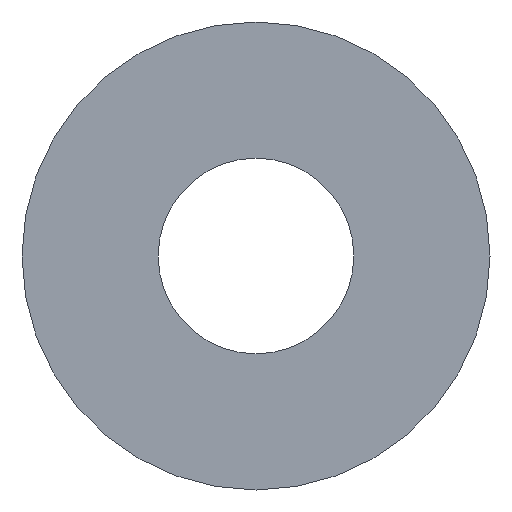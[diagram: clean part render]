
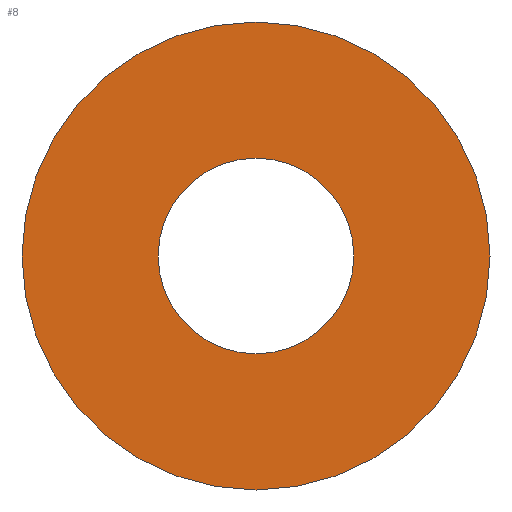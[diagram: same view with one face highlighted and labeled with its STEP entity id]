
A CAD part, front view. The second image highlights one B-rep face of the part: STEP entity #8.
In plain terms, the highlighted planar face has unit normal (0, -1, 0).
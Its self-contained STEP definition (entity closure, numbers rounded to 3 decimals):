
#1 = DIRECTION ( 'NONE',  ( 0., -1., 0. ) ) ;
#8 = ADVANCED_FACE ( 'NONE', ( #144, #77 ), #33, .T. ) ;
#29 = AXIS2_PLACEMENT_3D ( 'NONE', #91, #1, #166 ) ;
#31 = EDGE_CURVE ( 'NONE', #80, #80, #61, .T. ) ;
#33 = PLANE ( 'NONE',  #127 ) ;
#35 = DIRECTION ( 'NONE',  ( 0., 0., -1. ) ) ;
#58 = VERTEX_POINT ( 'NONE', #132 ) ;
#61 = CIRCLE ( 'NONE', #29, 55. ) ;
#74 = DIRECTION ( 'NONE',  ( 0., -1., 0. ) ) ;
#77 = FACE_BOUND ( 'NONE', #219, .T. ) ;
#80 = VERTEX_POINT ( 'NONE', #212 ) ;
#91 = CARTESIAN_POINT ( 'NONE',  ( 0., 0., 0. ) ) ;
#112 = ORIENTED_EDGE ( 'NONE', *, *, #31, .T. ) ;
#116 = CARTESIAN_POINT ( 'NONE',  ( 0., 0., 0. ) ) ;
#123 = CIRCLE ( 'NONE', #137, 23. ) ;
#127 = AXIS2_PLACEMENT_3D ( 'NONE', #151, #74, #35 ) ;
#132 = CARTESIAN_POINT ( 'NONE',  ( 0., 0., -23. ) ) ;
#137 = AXIS2_PLACEMENT_3D ( 'NONE', #116, #194, #167 ) ;
#144 = FACE_OUTER_BOUND ( 'NONE', #204, .T. ) ;
#151 = CARTESIAN_POINT ( 'NONE',  ( 55., 0., 0. ) ) ;
#166 = DIRECTION ( 'NONE',  ( 0., 0., -1. ) ) ;
#167 = DIRECTION ( 'NONE',  ( 0., 0., -1. ) ) ;
#194 = DIRECTION ( 'NONE',  ( 0., -1., 0. ) ) ;
#196 = EDGE_CURVE ( 'NONE', #58, #58, #123, .T. ) ;
#202 = ORIENTED_EDGE ( 'NONE', *, *, #196, .F. ) ;
#204 = EDGE_LOOP ( 'NONE', ( #112 ) ) ;
#212 = CARTESIAN_POINT ( 'NONE',  ( 0., 0., -55. ) ) ;
#219 = EDGE_LOOP ( 'NONE', ( #202 ) ) ;
